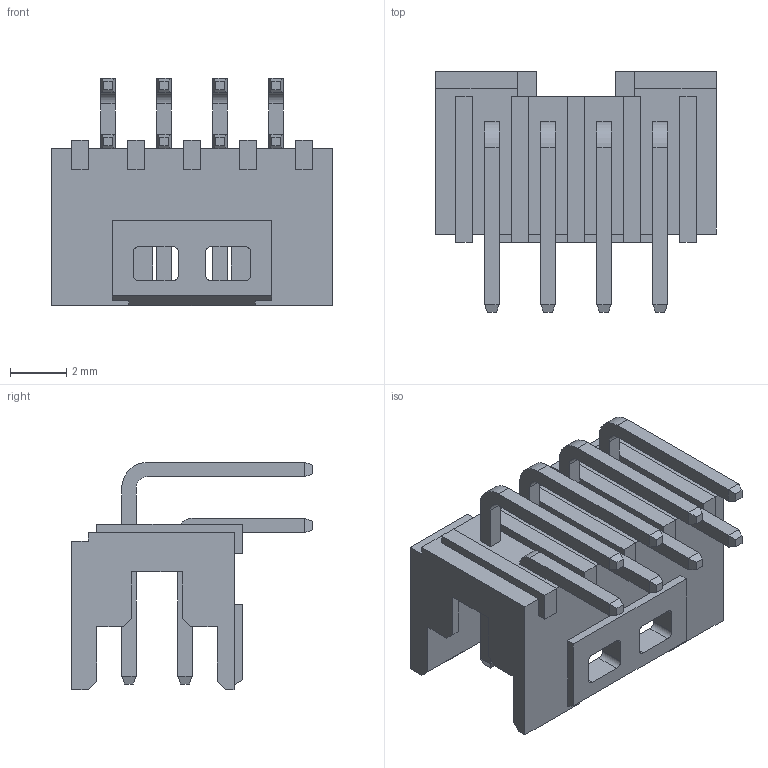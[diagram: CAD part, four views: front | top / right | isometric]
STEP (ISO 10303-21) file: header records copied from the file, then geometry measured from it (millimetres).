
FILE_DESCRIPTION (( 'STEP AP214' ), '1' );
FILE_NAME ('98464-G61-08LF.STEP', '2023-01-23T18:18:53', ( '' ), ( '' ), 'SwSTEP 2.0', 'SolidWorks 2021', '' );
FILE_SCHEMA (( 'AUTOMOTIVE_DESIGN' ));
Length unit declared in the file: millimetre
Products named in the file (3): 98464-body_98464-G61-08LF; 98464-G61-08LF; pin^98464-xxx
Assembly tree (5 placements, depth 2):
  98464-G61-08LF
    98464-body_98464-G61-08LF
    pin^98464-xxx  x4
Bounding box: 10 x 8.6 x 8.11 mm (x, y, z)
Volume: 155.6 mm3; surface area: 579.2 mm2
Topology: 17 solids, 17 shells, 308 faces, 754 edges, 480 vertices
Faces by surface type: plane 288, cylinder 20
Entity records: 5625 total; most frequent: CARTESIAN_POINT 974, ORIENTED_EDGE 956, DIRECTION 868, EDGE_CURVE 478, VECTOR 456, LINE 456, VERTEX_POINT 312, AXIS2_PLACEMENT_3D 206
